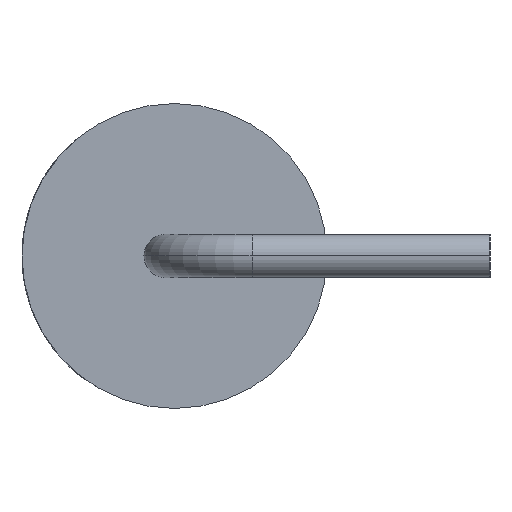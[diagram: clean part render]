
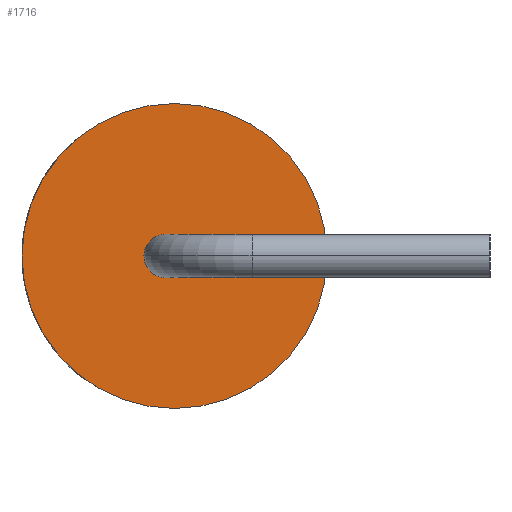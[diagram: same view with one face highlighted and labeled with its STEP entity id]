
A CAD part, left-side view. The second image highlights one B-rep face of the part: STEP entity #1716.
In plain terms, the highlighted planar face has unit normal (-1, 0, 0).
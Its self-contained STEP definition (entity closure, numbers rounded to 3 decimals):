
#112 = VERTEX_POINT ( 'NONE', #856 ) ;
#117 = CARTESIAN_POINT ( 'NONE',  ( 5.225, 6.3, 4.3 ) ) ;
#199 = AXIS2_PLACEMENT_3D ( 'NONE', #798, #1656, #2381 ) ;
#281 = CARTESIAN_POINT ( 'NONE',  ( 5.225, 6.3, -4.3 ) ) ;
#470 = EDGE_CURVE ( 'NONE', #1758, #112, #4497, .T. ) ;
#672 = AXIS2_PLACEMENT_3D ( 'NONE', #3161, #1752, #877 ) ;
#798 = CARTESIAN_POINT ( 'NONE',  ( 5.225, 6.3, 0. ) ) ;
#856 = CARTESIAN_POINT ( 'NONE',  ( 5.225, 7.16, 0. ) ) ;
#877 = DIRECTION ( 'NONE',  ( 0., 0., -1. ) ) ;
#1300 = CIRCLE ( 'NONE', #4645, 4.3 ) ;
#1328 = EDGE_LOOP ( 'NONE', ( #3589, #3235 ) ) ;
#1609 = PLANE ( 'NONE',  #199 ) ;
#1656 = DIRECTION ( 'NONE',  ( 1., 0., 0. ) ) ;
#1716 = ADVANCED_FACE ( 'NONE', ( #4660, #3599 ), #1609, .F. ) ;
#1752 = DIRECTION ( 'NONE',  ( -1., 0., 0. ) ) ;
#1758 = VERTEX_POINT ( 'NONE', #4086 ) ;
#1865 = DIRECTION ( 'NONE',  ( 0., 0., -1. ) ) ;
#1894 = CARTESIAN_POINT ( 'NONE',  ( 5.225, 6.55, 0. ) ) ;
#1933 = DIRECTION ( 'NONE',  ( 0., 0., -1. ) ) ;
#1959 = DIRECTION ( 'NONE',  ( 1., 0., 0. ) ) ;
#2327 = DIRECTION ( 'NONE',  ( -1., 0., 0. ) ) ;
#2360 = AXIS2_PLACEMENT_3D ( 'NONE', #1894, #2327, #3063 ) ;
#2381 = DIRECTION ( 'NONE',  ( 0., 0., -1. ) ) ;
#2661 = CARTESIAN_POINT ( 'NONE',  ( 5.225, 6.3, 0. ) ) ;
#2950 = ORIENTED_EDGE ( 'NONE', *, *, #3334, .F. ) ;
#3015 = DIRECTION ( 'NONE',  ( 1., 0., 0. ) ) ;
#3063 = DIRECTION ( 'NONE',  ( 0., 0., -1. ) ) ;
#3161 = CARTESIAN_POINT ( 'NONE',  ( 5.225, 6.55, 0. ) ) ;
#3235 = ORIENTED_EDGE ( 'NONE', *, *, #3409, .F. ) ;
#3334 = EDGE_CURVE ( 'NONE', #3880, #4494, #3819, .T. ) ;
#3409 = EDGE_CURVE ( 'NONE', #112, #1758, #4778, .T. ) ;
#3431 = EDGE_LOOP ( 'NONE', ( #4522, #2950 ) ) ;
#3589 = ORIENTED_EDGE ( 'NONE', *, *, #470, .F. ) ;
#3599 = FACE_OUTER_BOUND ( 'NONE', #3431, .T. ) ;
#3819 = CIRCLE ( 'NONE', #3959, 4.3 ) ;
#3880 = VERTEX_POINT ( 'NONE', #281 ) ;
#3959 = AXIS2_PLACEMENT_3D ( 'NONE', #2661, #3015, #1865 ) ;
#4086 = CARTESIAN_POINT ( 'NONE',  ( 5.225, 5.94, 0. ) ) ;
#4236 = EDGE_CURVE ( 'NONE', #4494, #3880, #1300, .T. ) ;
#4349 = CARTESIAN_POINT ( 'NONE',  ( 5.225, 6.3, 0. ) ) ;
#4494 = VERTEX_POINT ( 'NONE', #117 ) ;
#4497 = CIRCLE ( 'NONE', #672, 0.61 ) ;
#4522 = ORIENTED_EDGE ( 'NONE', *, *, #4236, .F. ) ;
#4645 = AXIS2_PLACEMENT_3D ( 'NONE', #4349, #1959, #1933 ) ;
#4660 = FACE_BOUND ( 'NONE', #1328, .T. ) ;
#4778 = CIRCLE ( 'NONE', #2360, 0.61 ) ;
